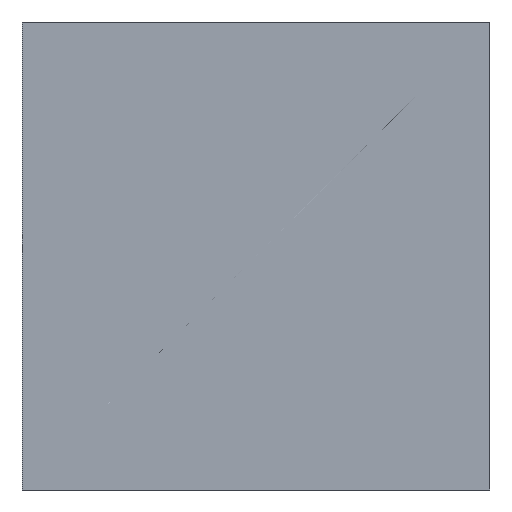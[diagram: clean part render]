
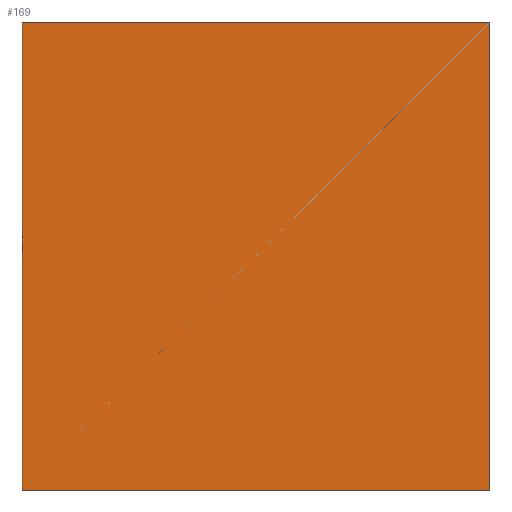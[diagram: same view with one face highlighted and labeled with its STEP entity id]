
A CAD part, front view. The second image highlights one B-rep face of the part: STEP entity #169.
In plain terms, the highlighted planar face has unit normal (0, -1, 0).
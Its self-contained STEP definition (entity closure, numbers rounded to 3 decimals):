
#5 = DIRECTION ( 'NONE',  ( 0., 0., 1. ) ) ;
#21 = ORIENTED_EDGE ( 'NONE', *, *, #290, .F. ) ;
#36 = LINE ( 'NONE', #57, #391 ) ;
#37 = ORIENTED_EDGE ( 'NONE', *, *, #167, .F. ) ;
#40 = VERTEX_POINT ( 'NONE', #302 ) ;
#46 = VECTOR ( 'NONE', #5, 1000. ) ;
#57 = CARTESIAN_POINT ( 'NONE',  ( 0., 0., 0. ) ) ;
#67 = FACE_OUTER_BOUND ( 'NONE', #144, .T. ) ;
#90 = LINE ( 'NONE', #351, #46 ) ;
#92 = VERTEX_POINT ( 'NONE', #238 ) ;
#94 = CARTESIAN_POINT ( 'NONE',  ( 0., 0., -12.7 ) ) ;
#106 = CARTESIAN_POINT ( 'NONE',  ( 0., 0., -12.7 ) ) ;
#126 = ORIENTED_EDGE ( 'NONE', *, *, #141, .F. ) ;
#132 = DIRECTION ( 'NONE',  ( -1., 0., 0. ) ) ;
#141 = EDGE_CURVE ( 'NONE', #40, #92, #304, .T. ) ;
#144 = EDGE_LOOP ( 'NONE', ( #37, #126, #21, #266 ) ) ;
#149 = PLANE ( 'NONE',  #270 ) ;
#167 = EDGE_CURVE ( 'NONE', #92, #305, #36, .T. ) ;
#169 = ADVANCED_FACE ( 'NONE', ( #67 ), #149, .F. ) ;
#210 = DIRECTION ( 'NONE',  ( 0., 0., 1. ) ) ;
#225 = VECTOR ( 'NONE', #382, 1000. ) ;
#232 = VECTOR ( 'NONE', #132, 1000. ) ;
#238 = CARTESIAN_POINT ( 'NONE',  ( 0., 0., 0. ) ) ;
#266 = ORIENTED_EDGE ( 'NONE', *, *, #317, .F. ) ;
#270 = AXIS2_PLACEMENT_3D ( 'NONE', #313, #377, #210 ) ;
#290 = EDGE_CURVE ( 'NONE', #354, #40, #90, .T. ) ;
#302 = CARTESIAN_POINT ( 'NONE',  ( -12.7, 0., 0. ) ) ;
#304 = LINE ( 'NONE', #407, #225 ) ;
#305 = VERTEX_POINT ( 'NONE', #94 ) ;
#309 = DIRECTION ( 'NONE',  ( 0., 0., -1. ) ) ;
#313 = CARTESIAN_POINT ( 'NONE',  ( 0., 0., -12.7 ) ) ;
#317 = EDGE_CURVE ( 'NONE', #305, #354, #320, .T. ) ;
#320 = LINE ( 'NONE', #106, #232 ) ;
#329 = CARTESIAN_POINT ( 'NONE',  ( -12.7, 0., -12.7 ) ) ;
#351 = CARTESIAN_POINT ( 'NONE',  ( -12.7, 0., 0. ) ) ;
#354 = VERTEX_POINT ( 'NONE', #329 ) ;
#377 = DIRECTION ( 'NONE',  ( 0., 1., 0. ) ) ;
#382 = DIRECTION ( 'NONE',  ( 1., 0., 0. ) ) ;
#391 = VECTOR ( 'NONE', #309, 1000. ) ;
#407 = CARTESIAN_POINT ( 'NONE',  ( 0., 0., 0. ) ) ;
